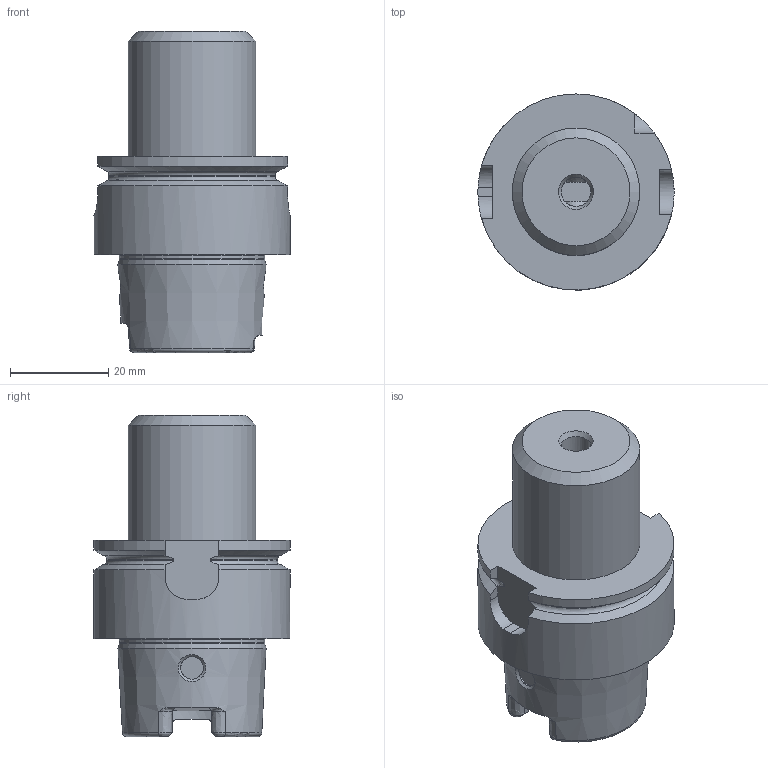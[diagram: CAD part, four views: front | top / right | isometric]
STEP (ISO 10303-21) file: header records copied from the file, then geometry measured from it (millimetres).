
FILE_DESCRIPTION(/* description */ (''),/* implementation_level */ '2;1');
FILE_NAME(/* name */ 'W2300003A.stp',/* time_stamp */ '2009-05-07T11:42:47+02:00',/* author */ (''),/* organization */ (''),/* preprocessor_version */ 'ST-DEVELOPER v11',/* originating_system */ 'UGS - NX 5.0',/* authorisation */ '');
FILE_SCHEMA (('AUTOMOTIVE_DESIGN { 1 0 10303 214 0 1 1 1 }'));
Length unit declared in the file: millimetre
Products named in the file (1): krue9E5D9kp7
Bounding box: 40 x 39.99 x 65.5 mm (x, y, z)
Volume: 47531.1 mm3; surface area: 9901.6 mm2
Topology: 1 solids, 1 shells, 101 faces, 261 edges, 169 vertices
Faces by surface type: plane 37, cylinder 25, cone 15, bspline 14, torus 10
Full cylindrical faces by diameter (mm): 4.6 x2, 6 x1, 6.6 x1, 21 x1, 26 x1, 29.6 x1, 40 x1
Entity records: 4485 total; most frequent: CARTESIAN_POINT 2278, ORIENTED_EDGE 458, DIRECTION 395, EDGE_CURVE 229, AXIS2_PLACEMENT_3D 166, VERTEX_POINT 157, EDGE_LOOP 128, ADVANCED_FACE 101
